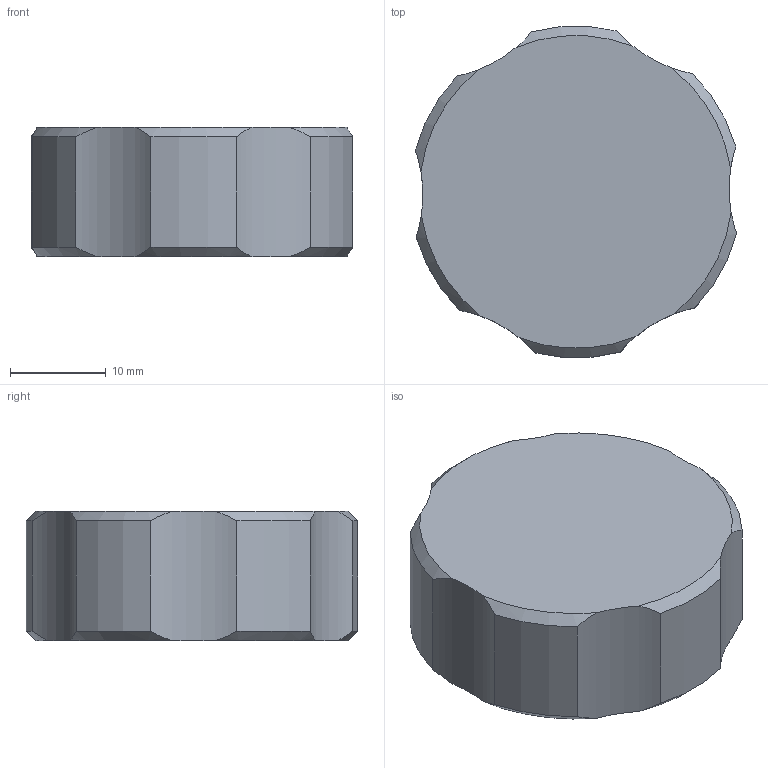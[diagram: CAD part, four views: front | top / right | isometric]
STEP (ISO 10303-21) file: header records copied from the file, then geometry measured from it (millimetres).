
FILE_DESCRIPTION(('FreeCAD Model'),'2;1');
FILE_NAME('Open CASCADE Shape Model','2025-07-13T14:35:24',(''),(''), 'Open CASCADE STEP processor 7.8','FreeCAD','Unknown');
FILE_SCHEMA(('AUTOMOTIVE_DESIGN { 1 0 10303 214 1 1 1 1 }'));
Length unit declared in the file: millimetre
Products named in the file (1): lid
Bounding box: 33.59 x 34.6 x 13.5 mm (x, y, z)
Volume: 4630.2 mm3; surface area: 4587.4 mm2
Topology: 1 solids, 1 shells, 53 faces, 142 edges, 92 vertices
Faces by surface type: cylinder 19, bspline 18, cone 12, plane 4
Full cylindrical faces by diameter (mm): 29.7 x6
Entity records: 7599 total; most frequent: CARTESIAN_POINT 5107, DIRECTION 335, ORIENTED_EDGE 284, PCURVE 284, DEFINITIONAL_REPRESENTATION 284, B_SPLINE_CURVE_WITH_KNOTS 201, LINE 161, VECTOR 161
